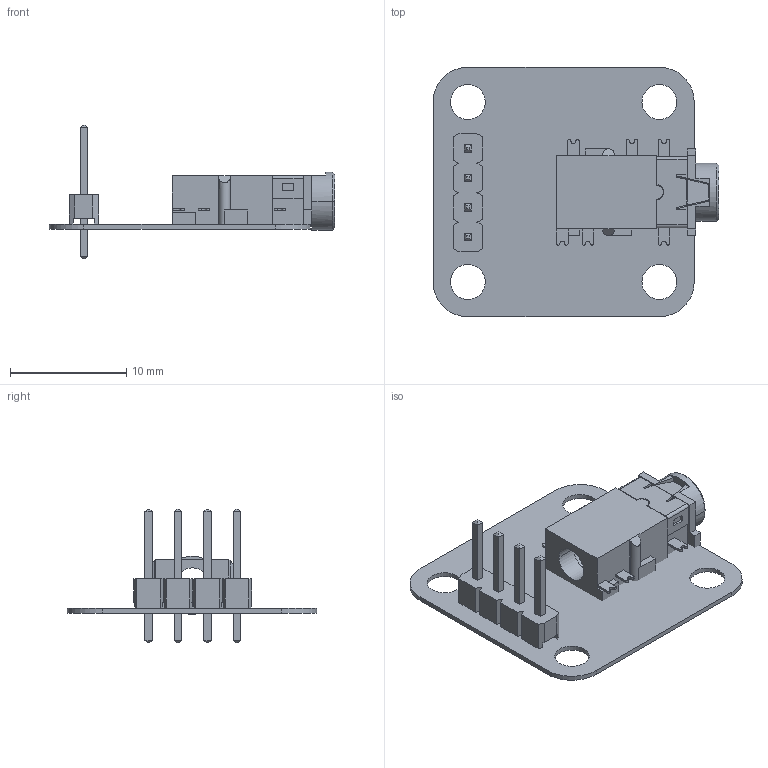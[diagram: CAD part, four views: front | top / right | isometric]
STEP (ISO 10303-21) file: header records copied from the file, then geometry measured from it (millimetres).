
FILE_DESCRIPTION(('Open CASCADE Model'),'2;1');
FILE_NAME('Open CASCADE Shape Model','2023-06-16T16:10:39',('Author'),( 'Open CASCADE'),'Open CASCADE STEP processor 7.5','Open CASCADE 7.5' ,'Unknown');
FILE_SCHEMA(('AUTOMOTIVE_DESIGN { 1 0 10303 214 1 1 1 1 }'));
Length unit declared in the file: millimetre
Products named in the file (11): PCB; Board; Open CASCADE STEP translator 7.5 1.1.1; P1; 65781; U1; SJ-43504-SMT
Assembly tree (10 placements, depth 3):
  PCB
    Board
      Open CASCADE STEP translator 7.5 1.1.1
    P1
      65781
      65781
      65781
      65781
      65781
    U1
      SJ-43504-SMT
Bounding box: 24.64 x 21.5 x 11.54 mm (x, y, z)
Volume: 485.9 mm3; surface area: 1785 mm2
Topology: 13 solids, 13 shells, 310 faces, 780 edges, 496 vertices
Faces by surface type: plane 242, cylinder 64, bspline 2, cone 2
Full cylindrical faces by diameter (mm): 1.22 x4, 1.6 x2, 3 x4
Entity records: 10259 total; most frequent: CARTESIAN_POINT 1650, ORIENTED_EDGE 1560, DIRECTION 1539, EDGE_CURVE 780, LINE 633, VECTOR 633, VERTEX_POINT 496, AXIS2_PLACEMENT_3D 453
